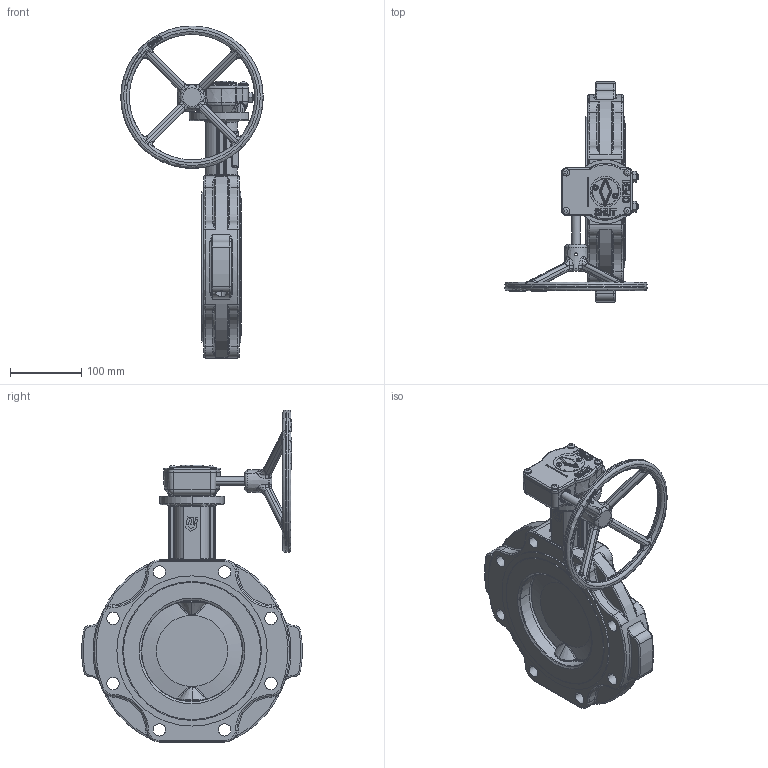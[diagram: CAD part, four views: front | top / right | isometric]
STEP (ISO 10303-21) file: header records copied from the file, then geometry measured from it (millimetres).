
FILE_DESCRIPTION(('HOOPS Exchange Step'),'2;1');
FILE_NAME('AK10_DN150_PN10-16_jis10k_Handgetriebe.stp','2025-10-06T09:54:35+02:00',('nieru'),('Unknown organisation'),'HOOPS Exchange 2024.2','HOOPS Exchange','Unknown authorisation');
FILE_SCHEMA( ('AP203_CONFIGURATION_CONTROLLED_3D_DESIGN_OF_MECHANICAL_PARTS_AND_ASSEMBLIES_MIM_LF') );
Length unit declared in the file: millimetre
Products named in the file (3): 0; root
Assembly tree (2 placements, depth 3):
  root
    0
      0
Bounding box: 199.77 x 309.44 x 466.25 mm (x, y, z)
Volume: 2725806.5 mm3; surface area: 408287.2 mm2
Topology: 3 solids, 23 shells, 2291 faces, 5842 edges, 3513 vertices
Faces by surface type: cylinder 589, bspline 475, plane 451, torus 351, cone 311, sphere 114
Entity records: 184975 total; most frequent: CARTESIAN_POINT 137564, ORIENTED_EDGE 11396, DIRECTION 7201, EDGE_CURVE 5698, VERTEX_POINT 3513, AXIS2_PLACEMENT_3D 3024, B_SPLINE_CURVE_WITH_KNOTS 2994, EDGE_LOOP 2417
